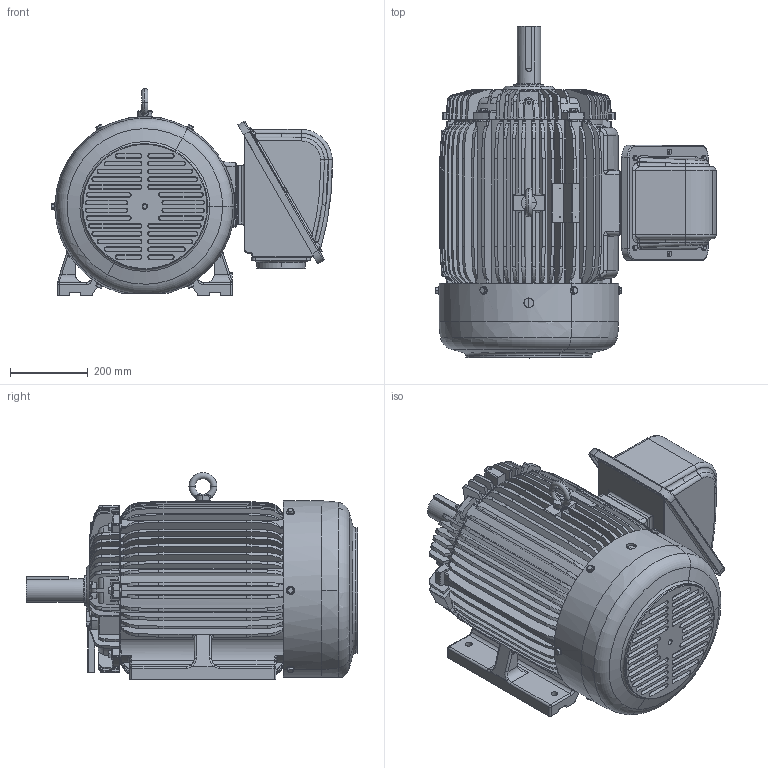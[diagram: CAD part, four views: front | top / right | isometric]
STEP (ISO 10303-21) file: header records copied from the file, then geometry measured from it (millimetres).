
FILE_DESCRIPTION (( 'STEP AP203' ), '1' );
FILE_NAME ('AEHH8N 11- 365T.STEP', '2020-03-10T05:11:38', ( '' ), ( '' ), 'SwSTEP 2.0', 'SolidWorks 2018', '' );
FILE_SCHEMA (( 'CONFIG_CONTROL_DESIGN' ));
Products named in the file (1): AEHH8N 11- 365T
Bounding box: 720.23 x 852.29 x 531.6 mm (x, y, z)
Volume: 114804052.7 mm3; surface area: 3359211.6 mm2
Topology: 24 solids, 33 shells, 2769 faces, 7066 edges, 4417 vertices
Faces by surface type: plane 843, cylinder 688, cone 589, torus 465, bspline 163, sphere 21
Entity records: 111642 total; most frequent: CARTESIAN_POINT 48374, ORIENTED_EDGE 14012, DIRECTION 12252, EDGE_CURVE 7006, AXIS2_PLACEMENT_3D 5082, VERTEX_POINT 4412, EDGE_LOOP 2912, FACE_OUTER_BOUND 2769
